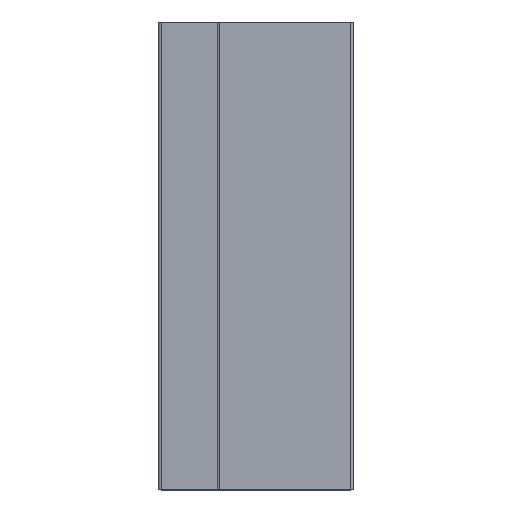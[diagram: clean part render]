
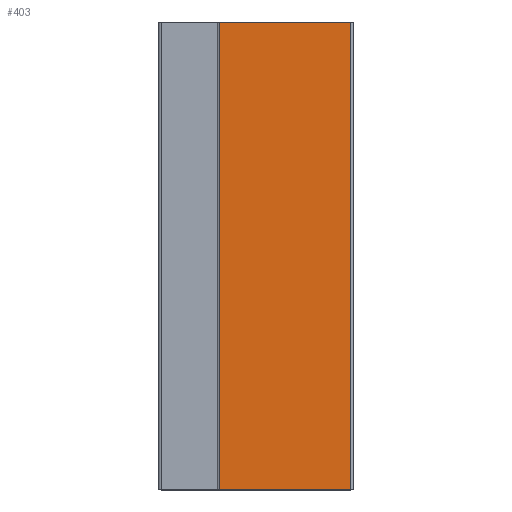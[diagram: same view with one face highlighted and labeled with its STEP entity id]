
A CAD part, top view. The second image highlights one B-rep face of the part: STEP entity #403.
In plain terms, the highlighted planar face has unit normal (0, 0, 1).
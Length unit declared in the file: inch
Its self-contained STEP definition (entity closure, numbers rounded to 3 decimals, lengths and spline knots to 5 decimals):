
#24=CARTESIAN_POINT('',(0.75,6.19,0.19));
#25=VERTEX_POINT('',#24);
#43=CARTESIAN_POINT('',(0.75,0.19,0.19));
#44=VERTEX_POINT('',#43);
#52=CARTESIAN_POINT('',(0.75,0.19,0.19));
#53=DIRECTION('',(0.,1.,0.));
#54=VECTOR('',#53,1.);
#55=LINE('',#52,#54);
#56=EDGE_CURVE('',#44,#25,#55,.T.);
#349=CARTESIAN_POINT('',(2.435,6.19,0.19));
#350=VERTEX_POINT('',#349);
#358=CARTESIAN_POINT('',(2.435,0.19,0.19));
#359=VERTEX_POINT('',#358);
#360=CARTESIAN_POINT('',(2.435,0.19,0.19));
#361=DIRECTION('',(0.,1.,0.));
#362=VECTOR('',#361,1.);
#363=LINE('',#360,#362);
#364=EDGE_CURVE('',#359,#350,#363,.T.);
#382=CARTESIAN_POINT('',(2.435,6.19,0.19));
#383=DIRECTION('',(-1.,0.,0.));
#384=VECTOR('',#383,1.);
#385=LINE('',#382,#384);
#386=EDGE_CURVE('',#350,#25,#385,.T.);
#387=ORIENTED_EDGE('',*,*,#386,.T.);
#388=ORIENTED_EDGE('',*,*,#56,.F.);
#389=CARTESIAN_POINT('',(2.435,0.19,0.19));
#390=DIRECTION('',(-1.,0.,0.));
#391=VECTOR('',#390,1.);
#392=LINE('',#389,#391);
#393=EDGE_CURVE('',#359,#44,#392,.T.);
#394=ORIENTED_EDGE('',*,*,#393,.F.);
#395=ORIENTED_EDGE('',*,*,#364,.T.);
#396=EDGE_LOOP('',(#387,#388,#394,#395));
#397=FACE_OUTER_BOUND('',#396,.T.);
#398=CARTESIAN_POINT('',(1.5925,0.19,0.19));
#399=DIRECTION('',(0.,0.,1.));
#400=DIRECTION('',(1.,0.,0.));
#401=AXIS2_PLACEMENT_3D('',#398,#399,#400);
#402=PLANE('',#401);
#403=ADVANCED_FACE('',(#397),#402,.T.);
